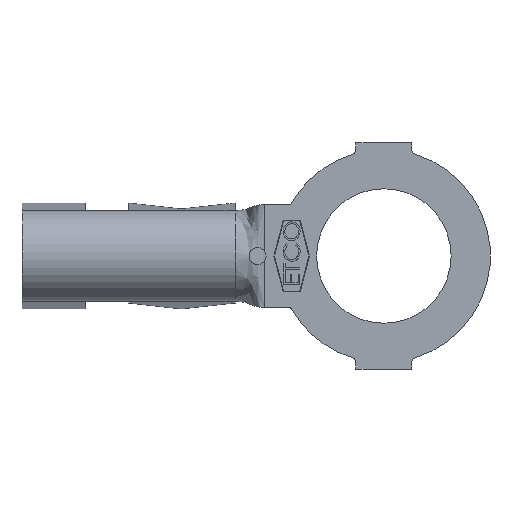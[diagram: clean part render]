
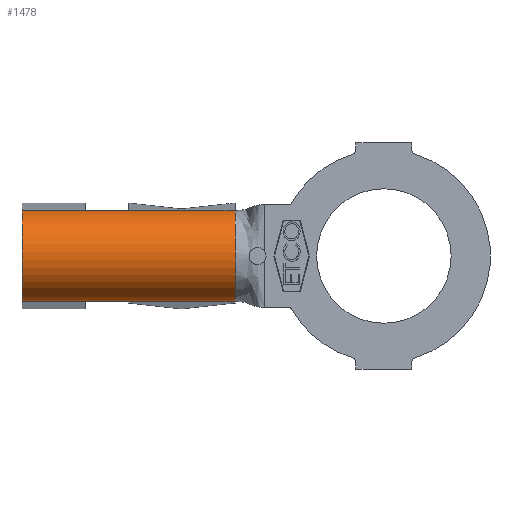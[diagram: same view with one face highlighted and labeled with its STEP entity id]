
A CAD part, front view. The second image highlights one B-rep face of the part: STEP entity #1478.
In plain terms, the highlighted cylindrical face has radius 1.702 mm (diameter 3.404 mm), a partial arc.
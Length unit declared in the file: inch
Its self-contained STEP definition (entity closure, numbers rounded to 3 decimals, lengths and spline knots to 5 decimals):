
#84 = ORIENTED_EDGE ( 'NONE', *, *, #5568, .F. ) ;
#294 = EDGE_CURVE ( 'NONE', #6067, #4746, #3975, .T. ) ;
#341 = DIRECTION ( 'NONE',  ( 1., 0., 0. ) ) ;
#541 = CARTESIAN_POINT ( 'NONE',  ( -0.218, 0.067, 0. ) ) ;
#600 = EDGE_CURVE ( 'NONE', #4927, #4746, #5170, .T. ) ;
#720 = ORIENTED_EDGE ( 'NONE', *, *, #4941, .T. ) ;
#947 = CARTESIAN_POINT ( 'NONE',  ( -0.43, 0.0596, -0.06659 ) ) ;
#991 = DIRECTION ( 'NONE',  ( 1., 0., 0. ) ) ;
#1007 = ORIENTED_EDGE ( 'NONE', *, *, #294, .T. ) ;
#1030 = DIRECTION ( 'NONE',  ( 0., 0., -1. ) ) ;
#1077 = LINE ( 'NONE', #2366, #1236 ) ;
#1122 = CARTESIAN_POINT ( 'NONE',  ( -0.218, 0.0596, -0.06659 ) ) ;
#1127 = CARTESIAN_POINT ( 'NONE',  ( -0.53, 0.0596, 0.06659 ) ) ;
#1163 = EDGE_CURVE ( 'NONE', #5579, #2631, #2730, .T. ) ;
#1236 = VECTOR ( 'NONE', #5746, 39.37008 ) ;
#1238 = LINE ( 'NONE', #4901, #6258 ) ;
#1369 = VERTEX_POINT ( 'NONE', #5704 ) ;
#1435 = VECTOR ( 'NONE', #4067, 39.37008 ) ;
#1466 = VERTEX_POINT ( 'NONE', #947 ) ;
#1478 = ADVANCED_FACE ( 'NONE', ( #2511 ), #6215, .T. ) ;
#1808 = ORIENTED_EDGE ( 'NONE', *, *, #600, .F. ) ;
#1834 = CARTESIAN_POINT ( 'NONE',  ( -0.437, 0.0596, -0.06659 ) ) ;
#1881 = AXIS2_PLACEMENT_3D ( 'NONE', #1958, #3898, #4854 ) ;
#1907 = CARTESIAN_POINT ( 'NONE',  ( -0.43, 0.0596, 0.06659 ) ) ;
#1958 = CARTESIAN_POINT ( 'NONE',  ( -0.374, 0.067, 0. ) ) ;
#2162 = VECTOR ( 'NONE', #3806, 39.37008 ) ;
#2208 = ORIENTED_EDGE ( 'NONE', *, *, #4642, .F. ) ;
#2293 = DIRECTION ( 'NONE',  ( 1., 0., 0. ) ) ;
#2332 = CARTESIAN_POINT ( 'NONE',  ( -0.374, 0.0596, -0.06659 ) ) ;
#2359 = DIRECTION ( 'NONE',  ( 1., 0., 0. ) ) ;
#2366 = CARTESIAN_POINT ( 'NONE',  ( -0.374, 0.0596, 0.06659 ) ) ;
#2511 = FACE_OUTER_BOUND ( 'NONE', #6041, .T. ) ;
#2517 = AXIS2_PLACEMENT_3D ( 'NONE', #5189, #2293, #5679 ) ;
#2631 = VERTEX_POINT ( 'NONE', #1907 ) ;
#2730 = LINE ( 'NONE', #1127, #1435 ) ;
#2810 = CARTESIAN_POINT ( 'NONE',  ( -0.53, 0.0596, -0.06659 ) ) ;
#2814 = VECTOR ( 'NONE', #341, 39.37008 ) ;
#2969 = CARTESIAN_POINT ( 'NONE',  ( -0.53, 0.0596, 0.06659 ) ) ;
#3194 = EDGE_CURVE ( 'NONE', #1466, #6067, #5970, .T. ) ;
#3293 = LINE ( 'NONE', #2810, #2162 ) ;
#3806 = DIRECTION ( 'NONE',  ( 1., 0., 0. ) ) ;
#3898 = DIRECTION ( 'NONE',  ( 1., 0., 0. ) ) ;
#3975 = LINE ( 'NONE', #2332, #2814 ) ;
#3977 = DIRECTION ( 'NONE',  ( 1., 0., 0. ) ) ;
#4067 = DIRECTION ( 'NONE',  ( 1., 0., 0. ) ) ;
#4201 = CARTESIAN_POINT ( 'NONE',  ( -0.381, 0.0596, -0.06659 ) ) ;
#4204 = CARTESIAN_POINT ( 'NONE',  ( -0.218, 0.0596, 0.06659 ) ) ;
#4386 = VECTOR ( 'NONE', #2359, 39.37008 ) ;
#4611 = ORIENTED_EDGE ( 'NONE', *, *, #3194, .T. ) ;
#4642 = EDGE_CURVE ( 'NONE', #5014, #4927, #1077, .T. ) ;
#4739 = CARTESIAN_POINT ( 'NONE',  ( -0.381, 0.0596, 0.06659 ) ) ;
#4746 = VERTEX_POINT ( 'NONE', #1122 ) ;
#4841 = AXIS2_PLACEMENT_3D ( 'NONE', #541, #3977, #1030 ) ;
#4854 = DIRECTION ( 'NONE',  ( 0., 0., -1. ) ) ;
#4901 = CARTESIAN_POINT ( 'NONE',  ( -0.437, 0.0596, 0.06659 ) ) ;
#4927 = VERTEX_POINT ( 'NONE', #4204 ) ;
#4941 = EDGE_CURVE ( 'NONE', #5579, #1369, #6011, .T. ) ;
#5014 = VERTEX_POINT ( 'NONE', #4739 ) ;
#5036 = EDGE_CURVE ( 'NONE', #1369, #1466, #3293, .T. ) ;
#5108 = ORIENTED_EDGE ( 'NONE', *, *, #5036, .T. ) ;
#5170 = CIRCLE ( 'NONE', #4841, 0.067 ) ;
#5189 = CARTESIAN_POINT ( 'NONE',  ( -0.53, 0.067, 0. ) ) ;
#5568 = EDGE_CURVE ( 'NONE', #2631, #5014, #1238, .T. ) ;
#5579 = VERTEX_POINT ( 'NONE', #2969 ) ;
#5679 = DIRECTION ( 'NONE',  ( 0., 0., -1. ) ) ;
#5704 = CARTESIAN_POINT ( 'NONE',  ( -0.53, 0.0596, -0.06659 ) ) ;
#5746 = DIRECTION ( 'NONE',  ( 1., 0., 0. ) ) ;
#5886 = ORIENTED_EDGE ( 'NONE', *, *, #1163, .F. ) ;
#5970 = LINE ( 'NONE', #1834, #4386 ) ;
#6011 = CIRCLE ( 'NONE', #2517, 0.067 ) ;
#6041 = EDGE_LOOP ( 'NONE', ( #1808, #2208, #84, #5886, #720, #5108, #4611, #1007 ) ) ;
#6067 = VERTEX_POINT ( 'NONE', #4201 ) ;
#6215 = CYLINDRICAL_SURFACE ( 'NONE', #1881, 0.067 ) ;
#6258 = VECTOR ( 'NONE', #991, 39.37008 ) ;
